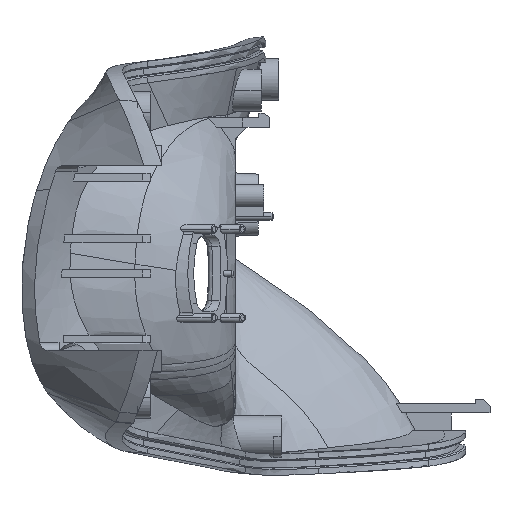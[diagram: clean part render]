
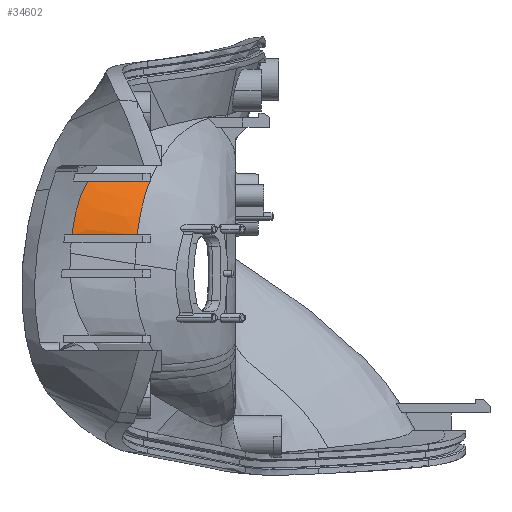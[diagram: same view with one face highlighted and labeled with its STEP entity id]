
A CAD part, left-side view. The second image highlights one B-rep face of the part: STEP entity #34602.
In plain terms, the highlighted free-form (B-spline) face has degree [3, 3] with [7, 11] control points.
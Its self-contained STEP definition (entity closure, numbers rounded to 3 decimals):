
#4470=CARTESIAN_POINT('',(-65.624,12.713,3.));
#4471=CARTESIAN_POINT('',(-65.532,12.638,3.649));
#4472=CARTESIAN_POINT('',(-65.09,12.304,5.991));
#4473=CARTESIAN_POINT('',(-64.185,11.722,8.25));
#4474=CARTESIAN_POINT('',(-63.248,11.161,9.734));
#4475=CARTESIAN_POINT('',(-63.066,11.055,10.));
#4556=CARTESIAN_POINT('',(-63.066,11.055,10.));
#4557=CARTESIAN_POINT('',(-63.18,11.283,10.));
#4558=CARTESIAN_POINT('',(-63.41,11.761,10.));
#4559=CARTESIAN_POINT('',(-63.758,12.525,10.));
#4560=CARTESIAN_POINT('',(-64.122,13.383,10.));
#4561=CARTESIAN_POINT('',(-64.503,14.352,10.));
#4562=CARTESIAN_POINT('',(-64.907,15.472,10.));
#4563=CARTESIAN_POINT('',(-65.311,16.715,10.));
#4564=CARTESIAN_POINT('',(-65.683,17.988,10.));
#4565=CARTESIAN_POINT('',(-65.892,18.778,10.));
#4566=CARTESIAN_POINT('',(-65.99,19.165,10.));
#4575=CARTESIAN_POINT('',(-67.415,21.186,3.));
#4576=CARTESIAN_POINT('',(-67.386,21.133,3.44));
#4577=CARTESIAN_POINT('',(-67.317,21.015,4.312));
#4578=CARTESIAN_POINT('',(-67.125,20.724,5.814));
#4579=CARTESIAN_POINT('',(-66.98,20.51,6.676));
#4580=CARTESIAN_POINT('',(-66.665,20.06,8.067));
#4581=CARTESIAN_POINT('',(-66.379,19.684,8.976));
#4582=CARTESIAN_POINT('',(-66.126,19.347,9.667));
#4583=CARTESIAN_POINT('',(-65.99,19.165,10.));
#4600=CARTESIAN_POINT('',(-67.415,21.186,3.));
#4601=CARTESIAN_POINT('',(-67.275,20.148,3.));
#4602=CARTESIAN_POINT('',(-66.963,18.135,3.));
#4603=CARTESIAN_POINT('',(-66.374,15.323,3.));
#4604=CARTESIAN_POINT('',(-65.89,13.562,3.));
#4605=CARTESIAN_POINT('',(-65.624,12.713,3.));
#4607=CARTESIAN_POINT('',(-65.624,12.713,3.));
#18732=VERTEX_POINT('',#4607);
#18733=VERTEX_POINT('',#4475);
#18749=VERTEX_POINT('',#4566);
#18750=VERTEX_POINT('',#4600);
#34516=CARTESIAN_POINT('',(-65.752,12.651,
0.967));
#34517=CARTESIAN_POINT('',(-65.727,12.623,
1.377));
#34518=CARTESIAN_POINT('',(-65.653,12.553,
2.256));
#34519=CARTESIAN_POINT('',(-65.477,12.415,
3.538));
#34520=CARTESIAN_POINT('',(-65.22,12.235,
4.813));
#34521=CARTESIAN_POINT('',(-64.896,12.022,
6.005));
#34522=CARTESIAN_POINT('',(-64.507,11.779,
7.122));
#34523=CARTESIAN_POINT('',(-64.055,11.506,
8.164));
#34524=CARTESIAN_POINT('',(-63.528,11.196,
9.157));
#34525=CARTESIAN_POINT('',(-63.134,10.969,
9.779));
#34526=CARTESIAN_POINT('',(-62.92,10.849,
10.088));
#34527=CARTESIAN_POINT('',(-65.971,13.402,
1.12));
#34528=CARTESIAN_POINT('',(-65.944,13.368,
1.536));
#34529=CARTESIAN_POINT('',(-65.867,13.282,
2.424));
#34530=CARTESIAN_POINT('',(-65.684,13.114,
3.714));
#34531=CARTESIAN_POINT('',(-65.421,12.897,
4.99));
#34532=CARTESIAN_POINT('',(-65.088,12.644,
6.178));
#34533=CARTESIAN_POINT('',(-64.69,12.356,
7.287));
#34534=CARTESIAN_POINT('',(-64.231,12.04,
8.321));
#34535=CARTESIAN_POINT('',(-63.695,11.685,
9.308));
#34536=CARTESIAN_POINT('',(-63.29,11.426,
9.929));
#34537=CARTESIAN_POINT('',(-63.068,11.287,
10.238));
#34538=CARTESIAN_POINT('',(-66.347,14.851,
1.421));
#34539=CARTESIAN_POINT('',(-66.319,14.81,
1.849));
#34540=CARTESIAN_POINT('',(-66.239,14.709,
2.761));
#34541=CARTESIAN_POINT('',(-66.054,14.511,
4.076));
#34542=CARTESIAN_POINT('',(-65.79,14.257,
5.363));
#34543=CARTESIAN_POINT('',(-65.458,13.962,
6.55));
#34544=CARTESIAN_POINT('',(-65.06,13.629,
7.653));
#34545=CARTESIAN_POINT('',(-64.603,13.264,
8.68));
#34546=CARTESIAN_POINT('',(-64.071,12.855,
9.66));
#34547=CARTESIAN_POINT('',(-63.662,12.551,
10.279));
#34548=CARTESIAN_POINT('',(-63.434,12.384,
10.588));
#34549=CARTESIAN_POINT('',(-66.801,17.024,
1.884));
#34550=CARTESIAN_POINT('',(-66.773,16.982,
2.334));
#34551=CARTESIAN_POINT('',(-66.693,16.875,
3.29));
#34552=CARTESIAN_POINT('',(-66.513,16.669,
4.649));
#34553=CARTESIAN_POINT('',(-66.259,16.405,
5.959));
#34554=CARTESIAN_POINT('',(-65.944,16.097,
7.151));
#34555=CARTESIAN_POINT('',(-65.566,15.744,
8.249));
#34556=CARTESIAN_POINT('',(-65.137,15.354,
9.263));
#34557=CARTESIAN_POINT('',(-64.643,14.911,
10.229));
#34558=CARTESIAN_POINT('',(-64.254,14.567,
10.838));
#34559=CARTESIAN_POINT('',(-64.031,14.373,
11.143));
#34560=CARTESIAN_POINT('',(-67.169,19.214,
2.362));
#34561=CARTESIAN_POINT('',(-67.14,19.169,
2.833));
#34562=CARTESIAN_POINT('',(-67.061,19.057,
3.829));
#34563=CARTESIAN_POINT('',(-66.886,18.842,
5.228));
#34564=CARTESIAN_POINT('',(-66.645,18.567,
6.553));
#34565=CARTESIAN_POINT('',(-66.348,18.245,
7.741));
#34566=CARTESIAN_POINT('',(-65.995,17.872,
8.822));
#34567=CARTESIAN_POINT('',(-65.602,17.457,
9.813));
#34568=CARTESIAN_POINT('',(-65.155,16.982,
10.754));
#34569=CARTESIAN_POINT('',(-64.792,16.601,
11.346));
#34570=CARTESIAN_POINT('',(-64.579,16.381,
11.646));
#34571=CARTESIAN_POINT('',(-67.366,20.693,
2.691));
#34572=CARTESIAN_POINT('',(-67.336,20.641,
3.173));
#34573=CARTESIAN_POINT('',(-67.256,20.513,
4.188));
#34574=CARTESIAN_POINT('',(-67.083,20.267,
5.6));
#34575=CARTESIAN_POINT('',(-66.848,19.953,
6.921));
#34576=CARTESIAN_POINT('',(-66.563,19.588,
8.091));
#34577=CARTESIAN_POINT('',(-66.222,19.168,9.148));
#34578=CARTESIAN_POINT('',(-65.849,18.705,
10.113));
#34579=CARTESIAN_POINT('',(-65.426,18.178,
11.029));
#34580=CARTESIAN_POINT('',(-65.074,17.757,
11.61));
#34581=CARTESIAN_POINT('',(-64.862,17.512,
11.906));
#34582=CARTESIAN_POINT('',(-67.459,21.467,
2.865));
#34583=CARTESIAN_POINT('',(-67.428,21.409,
3.351));
#34584=CARTESIAN_POINT('',(-67.347,21.265,
4.371));
#34585=CARTESIAN_POINT('',(-67.174,20.988,
5.782));
#34586=CARTESIAN_POINT('',(-66.942,20.636,
7.094));
#34587=CARTESIAN_POINT('',(-66.66,20.229,
8.249));
#34588=CARTESIAN_POINT('',(-66.324,19.764,
9.29));
#34589=CARTESIAN_POINT('',(-65.955,19.257,
10.239));
#34590=CARTESIAN_POINT('',(-65.539,18.686,
11.142));
#34591=CARTESIAN_POINT('',(-65.185,18.232,
11.72));
#34592=CARTESIAN_POINT('',(-64.971,17.97,
12.015));
#34593=B_SPLINE_SURFACE_WITH_KNOTS('',3,3,((#34516,#34517,#34518,#34519,#34520,
#34521,#34522,#34523,#34524,#34525,#34526),(#34527,#34528,#34529,#34530,#34531,
#34532,#34533,#34534,#34535,#34536,#34537),(#34538,#34539,#34540,#34541,#34542,
#34543,#34544,#34545,#34546,#34547,#34548),(#34549,#34550,#34551,#34552,#34553,
#34554,#34555,#34556,#34557,#34558,#34559),(#34560,#34561,#34562,#34563,#34564,
#34565,#34566,#34567,#34568,#34569,#34570),(#34571,#34572,#34573,#34574,#34575,
#34576,#34577,#34578,#34579,#34580,#34581),(#34582,#34583,#34584,#34585,#34586,
#34587,#34588,#34589,#34590,#34591,#34592)),.UNSPECIFIED.,.F.,.F.,.F.,(4,1,1,1,
4),(4,1,1,1,1,1,1,1,4),(-0.031,0.25,0.5,0.75,
1.031),(0.037,0.063,0.094,0.125,0.156,
0.188,0.219,0.25,0.283),.UNSPECIFIED.);
#34595=ORIENTED_EDGE('',*,*,#34594,.F.);
#34597=ORIENTED_EDGE('',*,*,#34596,.T.);
#34598=ORIENTED_EDGE('',*,*,#34508,.F.);
#34599=ORIENTED_EDGE('',*,*,#34431,.F.);
#34600=EDGE_LOOP('',(#34595,#34597,#34598,#34599));
#34601=FACE_OUTER_BOUND('',#34600,.F.);
#4476=B_SPLINE_CURVE_WITH_KNOTS('',3,(#4470,#4471,#4472,#4473,#4474,#4475),
.UNSPECIFIED.,.F.,.F.,(4,1,1,4),(0.,0.226,0.857,1.),
.UNSPECIFIED.);
#4567=B_SPLINE_CURVE_WITH_KNOTS('',3,(#4556,#4557,#4558,#4559,#4560,#4561,#4562,
#4563,#4564,#4565,#4566),.UNSPECIFIED.,.F.,.F.,(4,1,1,1,1,1,1,1,4),(0.,
0.125,0.25,0.375,0.5,0.625,0.75,0.875,1.),.UNSPECIFIED.);
#4584=B_SPLINE_CURVE_WITH_KNOTS('',3,(#4575,#4576,#4577,#4578,#4579,#4580,#4581,
#4582,#4583),.UNSPECIFIED.,.F.,.F.,(4,1,1,1,1,1,4),(0.,0.167,
0.333,0.5,0.667,0.833,1.),
.UNSPECIFIED.);
#4606=B_SPLINE_CURVE_WITH_KNOTS('',3,(#4600,#4601,#4602,#4603,#4604,#4605),
.UNSPECIFIED.,.F.,.F.,(4,1,1,4),(0.,0.333,0.667,1.),
.UNSPECIFIED.);
#34431=EDGE_CURVE('',#18732,#18733,#4476,.T.);
#34508=EDGE_CURVE('',#18733,#18749,#4567,.T.);
#34594=EDGE_CURVE('',#18750,#18732,#4606,.T.);
#34596=EDGE_CURVE('',#18750,#18749,#4584,.T.);
#34602=ADVANCED_FACE('',(#34601),#34593,.F.);
